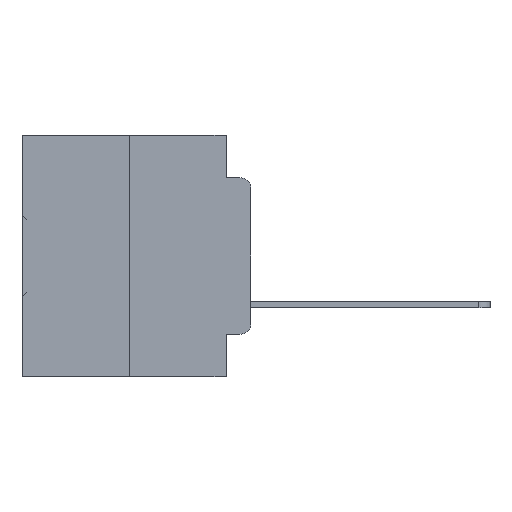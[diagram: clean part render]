
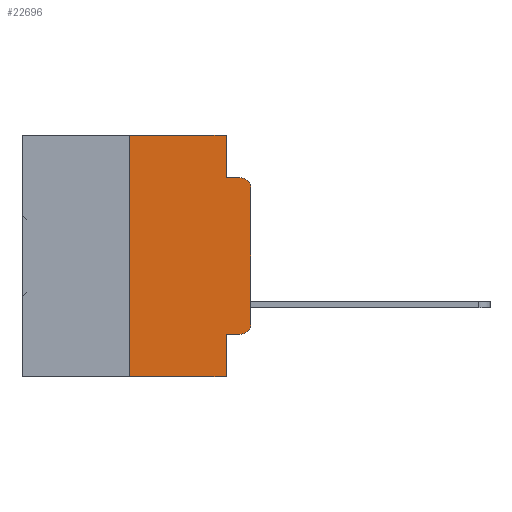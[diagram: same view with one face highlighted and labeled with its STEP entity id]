
A CAD part, left-side view. The second image highlights one B-rep face of the part: STEP entity #22696.
In plain terms, the highlighted planar face has unit normal (-1, 0, 0).
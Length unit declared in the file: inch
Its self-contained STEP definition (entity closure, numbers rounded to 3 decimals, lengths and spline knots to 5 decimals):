
#901 = CARTESIAN_POINT ( 'NONE',  ( 0., 0.051, 0. ) ) ;
#1830 = DIRECTION ( 'NONE',  ( 0., -1., 0. ) ) ;
#2159 = DIRECTION ( 'NONE',  ( -1., 0., 0. ) ) ;
#2201 = VERTEX_POINT ( 'NONE', #23300 ) ;
#2386 = EDGE_CURVE ( 'NONE', #32778, #26274, #16432, .T. ) ;
#2651 = CARTESIAN_POINT ( 'NONE',  ( 0., 0., -0.3915 ) ) ;
#3552 = EDGE_CURVE ( 'NONE', #34184, #27027, #23124, .T. ) ;
#4766 = EDGE_CURVE ( 'NONE', #2201, #19376, #9108, .T. ) ;
#4792 = ORIENTED_EDGE ( 'NONE', *, *, #5966, .T. ) ;
#4931 = CARTESIAN_POINT ( 'NONE',  ( 0., 0.25, 0. ) ) ;
#4966 = CARTESIAN_POINT ( 'NONE',  ( 0., 0.02, -0.1085 ) ) ;
#5399 = EDGE_CURVE ( 'NONE', #26274, #34184, #26517, .T. ) ;
#5487 = ORIENTED_EDGE ( 'NONE', *, *, #4766, .T. ) ;
#5966 = EDGE_CURVE ( 'NONE', #25334, #2201, #30938, .T. ) ;
#5977 = VECTOR ( 'NONE', #16396, 39.37008 ) ;
#6557 = PLANE ( 'NONE',  #8207 ) ;
#6712 = ORIENTED_EDGE ( 'NONE', *, *, #12906, .F. ) ;
#7520 = ORIENTED_EDGE ( 'NONE', *, *, #3552, .F. ) ;
#7773 = DIRECTION ( 'NONE',  ( 0., 0., -1. ) ) ;
#8207 = AXIS2_PLACEMENT_3D ( 'NONE', #9305, #12104, #30850 ) ;
#8930 = DIRECTION ( 'NONE',  ( 0., -1., 0. ) ) ;
#9108 = CIRCLE ( 'NONE', #17050, 0.02 ) ;
#9305 = CARTESIAN_POINT ( 'NONE',  ( 0., 0.473, 0. ) ) ;
#9651 = CARTESIAN_POINT ( 'NONE',  ( 0., 0.25, -0.5 ) ) ;
#9851 = DIRECTION ( 'NONE',  ( 0., 0., 1. ) ) ;
#10351 = CARTESIAN_POINT ( 'NONE',  ( 0., 0.051, -0.0885 ) ) ;
#10370 = DIRECTION ( 'NONE',  ( 0., -1., 0. ) ) ;
#10534 = VECTOR ( 'NONE', #13161, 39.37008 ) ;
#10677 = VERTEX_POINT ( 'NONE', #23984 ) ;
#10944 = CARTESIAN_POINT ( 'NONE',  ( 0., 0.02, -0.4115 ) ) ;
#10966 = ORIENTED_EDGE ( 'NONE', *, *, #30389, .F. ) ;
#11185 = ORIENTED_EDGE ( 'NONE', *, *, #32919, .T. ) ;
#11528 = ORIENTED_EDGE ( 'NONE', *, *, #34922, .T. ) ;
#12104 = DIRECTION ( 'NONE',  ( 1., 0., 0. ) ) ;
#12325 = VECTOR ( 'NONE', #8930, 39.37008 ) ;
#12906 = EDGE_CURVE ( 'NONE', #27027, #19376, #20554, .T. ) ;
#13161 = DIRECTION ( 'NONE',  ( 0., 0., -1. ) ) ;
#14483 = ORIENTED_EDGE ( 'NONE', *, *, #5399, .F. ) ;
#15658 = VERTEX_POINT ( 'NONE', #10944 ) ;
#16065 = DIRECTION ( 'NONE',  ( 0., 0., 1. ) ) ;
#16396 = DIRECTION ( 'NONE',  ( 0., -1., 0. ) ) ;
#16432 = LINE ( 'NONE', #4931, #29783 ) ;
#16682 = LINE ( 'NONE', #29256, #23040 ) ;
#17050 = AXIS2_PLACEMENT_3D ( 'NONE', #4966, #24139, #7773 ) ;
#17850 = FACE_OUTER_BOUND ( 'NONE', #30721, .T. ) ;
#18203 = CARTESIAN_POINT ( 'NONE',  ( 0., 0.25, 0. ) ) ;
#18407 = CARTESIAN_POINT ( 'NONE',  ( 0., 0.051, 0. ) ) ;
#18710 = CARTESIAN_POINT ( 'NONE',  ( 0., 0.02, -0.3915 ) ) ;
#18820 = ORIENTED_EDGE ( 'NONE', *, *, #31823, .T. ) ;
#18887 = ORIENTED_EDGE ( 'NONE', *, *, #2386, .F. ) ;
#19376 = VERTEX_POINT ( 'NONE', #33097 ) ;
#19378 = VECTOR ( 'NONE', #1830, 39.37008 ) ;
#20554 = LINE ( 'NONE', #21840, #5977 ) ;
#21122 = AXIS2_PLACEMENT_3D ( 'NONE', #18710, #2159, #21440 ) ;
#21136 = DIRECTION ( 'NONE',  ( 0., 0., -1. ) ) ;
#21440 = DIRECTION ( 'NONE',  ( 0., 0., -1. ) ) ;
#21840 = CARTESIAN_POINT ( 'NONE',  ( 0., 0.051, -0.0885 ) ) ;
#22696 = ADVANCED_FACE ( 'NONE', ( #17850 ), #6557, .F. ) ;
#23040 = VECTOR ( 'NONE', #10370, 39.37008 ) ;
#23124 = LINE ( 'NONE', #18407, #30107 ) ;
#23155 = VECTOR ( 'NONE', #9851, 39.37008 ) ;
#23300 = CARTESIAN_POINT ( 'NONE',  ( 0., 0., -0.1085 ) ) ;
#23984 = CARTESIAN_POINT ( 'NONE',  ( 0., 0.051, -0.5 ) ) ;
#24139 = DIRECTION ( 'NONE',  ( -1., 0., 0. ) ) ;
#25334 = VERTEX_POINT ( 'NONE', #2651 ) ;
#26274 = VERTEX_POINT ( 'NONE', #18203 ) ;
#26517 = LINE ( 'NONE', #31524, #19378 ) ;
#26626 = CARTESIAN_POINT ( 'NONE',  ( 0., 0.051, 0. ) ) ;
#27027 = VERTEX_POINT ( 'NONE', #10351 ) ;
#29256 = CARTESIAN_POINT ( 'NONE',  ( 0., 0.051, -0.4115 ) ) ;
#29706 = CIRCLE ( 'NONE', #21122, 0.02 ) ;
#29783 = VECTOR ( 'NONE', #16065, 39.37008 ) ;
#30107 = VECTOR ( 'NONE', #21136, 39.37008 ) ;
#30389 = EDGE_CURVE ( 'NONE', #33241, #10677, #31978, .T. ) ;
#30721 = EDGE_LOOP ( 'NONE', ( #4792, #5487, #6712, #7520, #14483, #18887, #11528, #10966, #11185, #18820 ) ) ;
#30850 = DIRECTION ( 'NONE',  ( 0., 0., -1. ) ) ;
#30938 = LINE ( 'NONE', #31371, #23155 ) ;
#31371 = CARTESIAN_POINT ( 'NONE',  ( 0., 0., 0. ) ) ;
#31524 = CARTESIAN_POINT ( 'NONE',  ( 0., 0.473, 0. ) ) ;
#31823 = EDGE_CURVE ( 'NONE', #15658, #25334, #29706, .T. ) ;
#31969 = CARTESIAN_POINT ( 'NONE',  ( 0., 0.051, -0.4115 ) ) ;
#31978 = LINE ( 'NONE', #26626, #10534 ) ;
#32778 = VERTEX_POINT ( 'NONE', #9651 ) ;
#32919 = EDGE_CURVE ( 'NONE', #33241, #15658, #16682, .T. ) ;
#33016 = CARTESIAN_POINT ( 'NONE',  ( 0., 0.473, -0.5 ) ) ;
#33097 = CARTESIAN_POINT ( 'NONE',  ( 0., 0.02, -0.0885 ) ) ;
#33241 = VERTEX_POINT ( 'NONE', #31969 ) ;
#33624 = LINE ( 'NONE', #33016, #12325 ) ;
#34184 = VERTEX_POINT ( 'NONE', #901 ) ;
#34922 = EDGE_CURVE ( 'NONE', #32778, #10677, #33624, .T. ) ;
